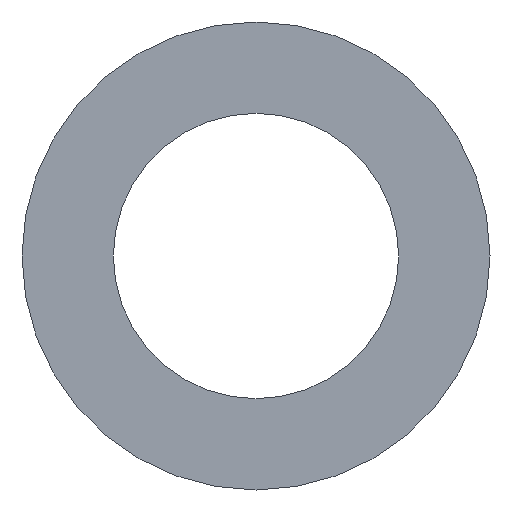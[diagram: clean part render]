
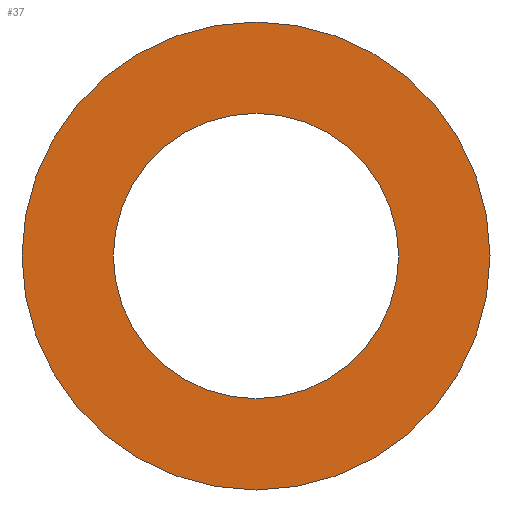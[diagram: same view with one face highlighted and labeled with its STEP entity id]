
A CAD part, left-side view. The second image highlights one B-rep face of the part: STEP entity #37.
In plain terms, the highlighted planar face has unit normal (-1, 0, 0).
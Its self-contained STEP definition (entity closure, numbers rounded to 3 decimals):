
#37 = ADVANCED_FACE( '', ( #74, #75 ), #76, .T. );
#74 = FACE_BOUND( '', #109, .T. );
#75 = FACE_OUTER_BOUND( '', #110, .T. );
#76 = PLANE( '', #111 );
#109 = EDGE_LOOP( '', ( #144 ) );
#110 = EDGE_LOOP( '', ( #145 ) );
#111 = AXIS2_PLACEMENT_3D( '', #146, #147, #148 );
#144 = ORIENTED_EDGE( '', *, *, #176, .T. );
#145 = ORIENTED_EDGE( '', *, *, #171, .F. );
#146 = CARTESIAN_POINT( '', ( -184., 0., 134. ) );
#147 = DIRECTION( '', ( -1., 0., 0. ) );
#148 = DIRECTION( '', ( 0., 0., 1. ) );
#171 = EDGE_CURVE( '', #187, #187, #188, .T. );
#176 = EDGE_CURVE( '', #195, #195, #196, .T. );
#187 = VERTEX_POINT( '', #208 );
#188 = CIRCLE( '', #209, 134. );
#195 = VERTEX_POINT( '', #216 );
#196 = CIRCLE( '', #217, 81.7 );
#208 = CARTESIAN_POINT( '', ( -184., 0., -134. ) );
#209 = AXIS2_PLACEMENT_3D( '', #229, #230, #231 );
#216 = CARTESIAN_POINT( '', ( -184., 0., -81.7 ) );
#217 = AXIS2_PLACEMENT_3D( '', #238, #239, #240 );
#229 = CARTESIAN_POINT( '', ( -184., 0., 0. ) );
#230 = DIRECTION( '', ( 1., 0., 0. ) );
#231 = DIRECTION( '', ( 0., 0., -1. ) );
#238 = CARTESIAN_POINT( '', ( -184., 0., 0. ) );
#239 = DIRECTION( '', ( 1., 0., 0. ) );
#240 = DIRECTION( '', ( 0., 0., -1. ) );
